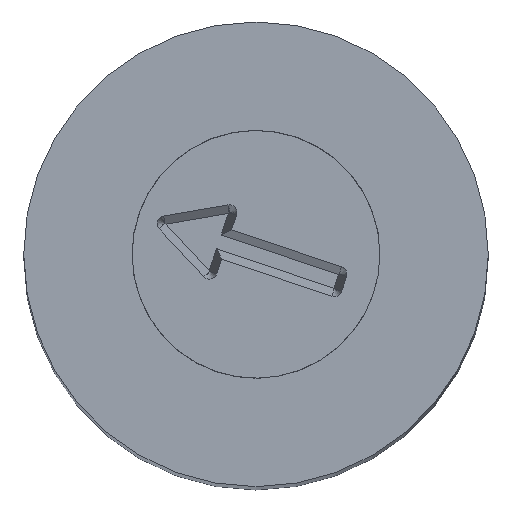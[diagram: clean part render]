
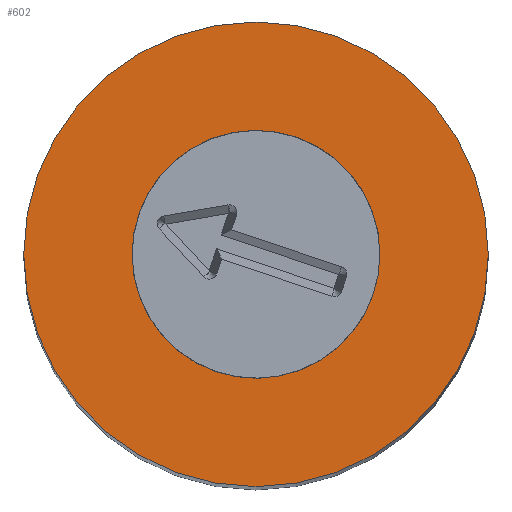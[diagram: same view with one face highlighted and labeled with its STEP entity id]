
A CAD part, top view. The second image highlights one B-rep face of the part: STEP entity #602.
In plain terms, the highlighted planar face has unit normal (0, 0, 1).
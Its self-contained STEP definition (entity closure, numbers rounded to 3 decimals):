
#41=FACE_BOUND('',#124,.T.);
#46=PLANE('',#731);
#83=FACE_OUTER_BOUND('',#123,.T.);
#123=EDGE_LOOP('',(#465));
#124=EDGE_LOOP('',(#466));
#253=CIRCLE('',#718,0.8);
#260=CIRCLE('',#730,1.5);
#288=VERTEX_POINT('',#1013);
#295=VERTEX_POINT('',#1036);
#346=EDGE_CURVE('',#288,#288,#253,.T.);
#357=EDGE_CURVE('',#295,#295,#260,.T.);
#465=ORIENTED_EDGE('',*,*,#357,.F.);
#466=ORIENTED_EDGE('',*,*,#346,.T.);
#602=ADVANCED_FACE('',(#83,#41),#46,.F.);
#718=AXIS2_PLACEMENT_3D('',#1014,#817,#818);
#730=AXIS2_PLACEMENT_3D('',#1037,#845,#846);
#731=AXIS2_PLACEMENT_3D('',#1039,#848,#849);
#817=DIRECTION('center_axis',(0.,0.,-1.));
#818=DIRECTION('ref_axis',(1.,0.,0.));
#845=DIRECTION('center_axis',(0.,0.,-1.));
#846=DIRECTION('ref_axis',(-1.,0.,0.));
#848=DIRECTION('center_axis',(0.,0.,-1.));
#849=DIRECTION('ref_axis',(-1.,0.,0.));
#1013=CARTESIAN_POINT('',(-0.8,0.,14.));
#1014=CARTESIAN_POINT('Origin',(0.,0.,14.));
#1036=CARTESIAN_POINT('',(1.5,0.,14.));
#1037=CARTESIAN_POINT('Origin',(0.,0.,14.));
#1039=CARTESIAN_POINT('Origin',(0.,0.,14.));
